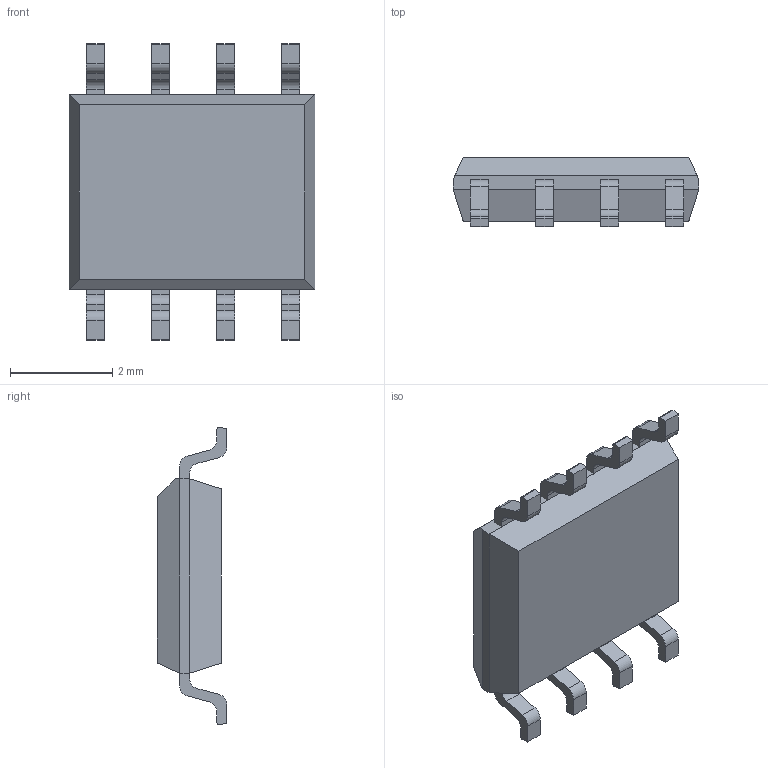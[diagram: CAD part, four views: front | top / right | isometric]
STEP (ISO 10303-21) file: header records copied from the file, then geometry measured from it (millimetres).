
FILE_DESCRIPTION(/* description */ (''),/* implementation_level */ '2;1');
FILE_NAME(/* name */ 'LM393 SMD IC SOIC(8).step',/* time_stamp */ '2024-10-05T15:25:01+05:30',/* author */ (''),/* organization */ (''),/* preprocessor_version */ 'ST-DEVELOPER v20',/* originating_system */ 'Autodesk Translation Framework v13.14.0.145',/* authorisation */ '');
FILE_SCHEMA (('AUTOMOTIVE_DESIGN { 1 0 10303 214 3 1 1 }'));
Length unit declared in the file: millimetre
Products named in the file (1): LM393 SMD IC SOIC(8)
Bounding box: 4.8 x 1.35 x 5.79 mm (x, y, z)
Volume: 22.8 mm3; surface area: 81.3 mm2
Topology: 5 solids, 5 shells, 233 faces, 642 edges, 426 vertices
Faces by surface type: plane 107, bspline 85, cylinder 40, cone 1
Entity records: 8238 total; most frequent: CARTESIAN_POINT 2746, ORIENTED_EDGE 1282, DIRECTION 850, EDGE_CURVE 641, VERTEX_POINT 426, LINE 390, VECTOR 390, EDGE_LOOP 241
